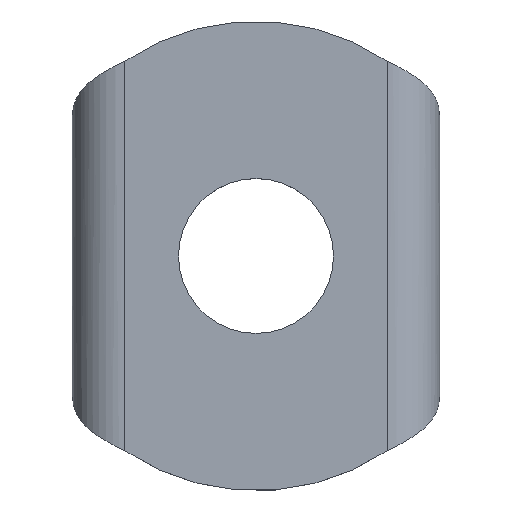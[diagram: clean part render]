
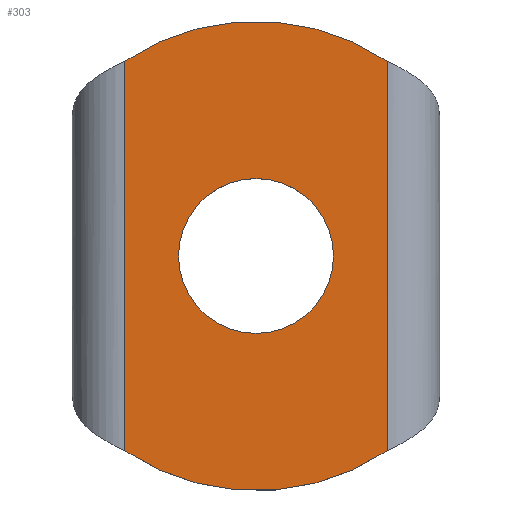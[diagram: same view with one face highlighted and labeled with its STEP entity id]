
A CAD part, top view. The second image highlights one B-rep face of the part: STEP entity #303.
In plain terms, the highlighted planar face has unit normal (0, 0, 1).
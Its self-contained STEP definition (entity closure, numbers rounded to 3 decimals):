
#15=FACE_BOUND('',#66,.T.);
#17=CIRCLE('',#341,9.85);
#18=CIRCLE('',#342,9.85);
#19=CIRCLE('',#343,3.25);
#27=PLANE('',#340);
#46=FACE_OUTER_BOUND('',#65,.T.);
#65=EDGE_LOOP('',(#229,#230,#231,#232));
#66=EDGE_LOOP('',(#233));
#92=LINE('',#831,#117);
#94=LINE('',#837,#119);
#117=VECTOR('',#379,10.);
#119=VECTOR('',#385,10.);
#144=VERTEX_POINT('',#619);
#149=VERTEX_POINT('',#811);
#152=VERTEX_POINT('',#834);
#153=VERTEX_POINT('',#836);
#154=VERTEX_POINT('',#839);
#180=EDGE_CURVE('',#144,#149,#92,.T.);
#182=EDGE_CURVE('',#152,#149,#17,.T.);
#183=EDGE_CURVE('',#152,#153,#94,.T.);
#184=EDGE_CURVE('',#144,#153,#18,.T.);
#185=EDGE_CURVE('',#154,#154,#19,.T.);
#229=ORIENTED_EDGE('',*,*,#180,.T.);
#230=ORIENTED_EDGE('',*,*,#182,.F.);
#231=ORIENTED_EDGE('',*,*,#183,.T.);
#232=ORIENTED_EDGE('',*,*,#184,.F.);
#233=ORIENTED_EDGE('',*,*,#185,.T.);
#303=ADVANCED_FACE('',(#46,#15),#27,.F.);
#340=AXIS2_PLACEMENT_3D('',#833,#381,#382);
#341=AXIS2_PLACEMENT_3D('',#835,#383,#384);
#342=AXIS2_PLACEMENT_3D('',#838,#386,#387);
#343=AXIS2_PLACEMENT_3D('',#840,#388,#389);
#379=DIRECTION('',(0.,1.,0.));
#381=DIRECTION('center_axis',(0.,0.,-1.));
#382=DIRECTION('ref_axis',(-1.,0.,0.));
#383=DIRECTION('center_axis',(0.,0.,-1.));
#384=DIRECTION('ref_axis',(-1.,0.,0.));
#385=DIRECTION('',(0.,-1.,0.));
#386=DIRECTION('center_axis',(0.,0.,-1.));
#387=DIRECTION('ref_axis',(-1.,0.,0.));
#388=DIRECTION('center_axis',(0.,0.,-1.));
#389=DIRECTION('ref_axis',(-1.,0.,0.));
#619=CARTESIAN_POINT('',(-15.501,-3.75,1.2));
#811=CARTESIAN_POINT('',(-15.501,12.593,1.2));
#831=CARTESIAN_POINT('',(-15.501,8.507,1.2));
#833=CARTESIAN_POINT('Origin',(-21.001,4.421,1.2));
#834=CARTESIAN_POINT('',(-26.501,12.593,1.2));
#835=CARTESIAN_POINT('Origin',(-21.001,4.421,1.2));
#836=CARTESIAN_POINT('',(-26.501,-3.75,1.2));
#837=CARTESIAN_POINT('',(-26.501,0.336,1.2));
#838=CARTESIAN_POINT('Origin',(-21.001,4.421,1.2));
#839=CARTESIAN_POINT('',(-17.751,4.421,1.2));
#840=CARTESIAN_POINT('Origin',(-21.001,4.421,1.2));
